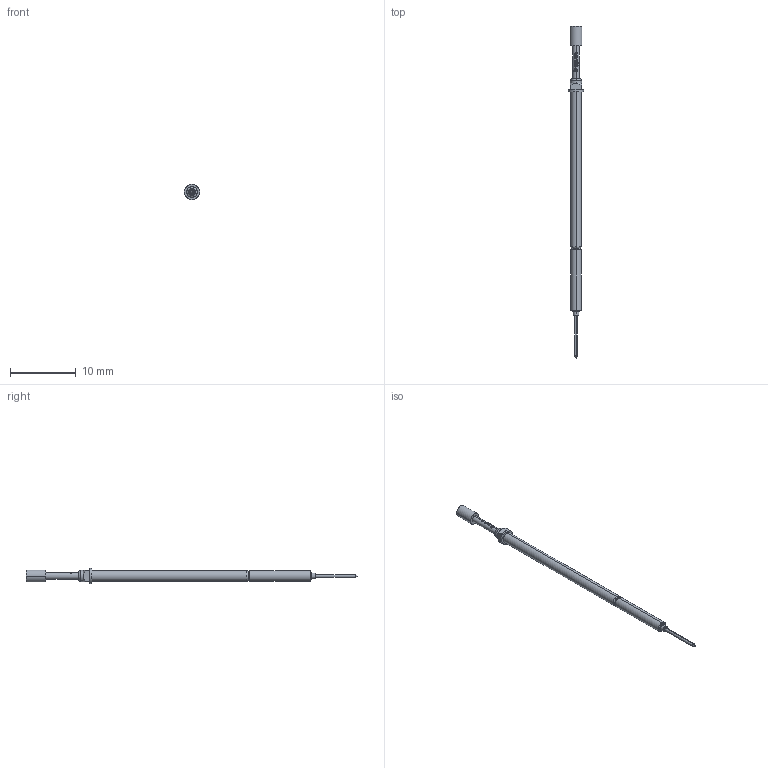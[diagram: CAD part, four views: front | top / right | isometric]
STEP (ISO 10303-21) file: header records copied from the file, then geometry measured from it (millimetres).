
FILE_DESCRIPTION (( 'STEP AP203' ), '1' );
FILE_NAME ('INGUN_SKS-215_002_180_A_xx02_MF.STEP', '2020-10-16T06:44:19', ( '' ), ( '' ), 'SwSTEP 2.0', 'SolidWorks 2018', '' );
FILE_SCHEMA (( 'CONFIG_CONTROL_DESIGN' ));
Length unit declared in the file: millimetre
Products named in the file (1): INGUN_SKS-215_002_180_A_xx02_MF
Bounding box: 2.3 x 50.5 x 2.3 mm (x, y, z)
Volume: 88.4 mm3; surface area: 237.5 mm2
Topology: 1 solids, 1 shells, 127 faces, 340 edges, 219 vertices
Faces by surface type: plane 54, cylinder 35, bspline 22, cone 12, torus 4
Entity records: 4341 total; most frequent: CARTESIAN_POINT 1233, ORIENTED_EDGE 676, DIRECTION 586, EDGE_CURVE 338, AXIS2_PLACEMENT_3D 236, VERTEX_POINT 219, EDGE_LOOP 133, CIRCLE 130
